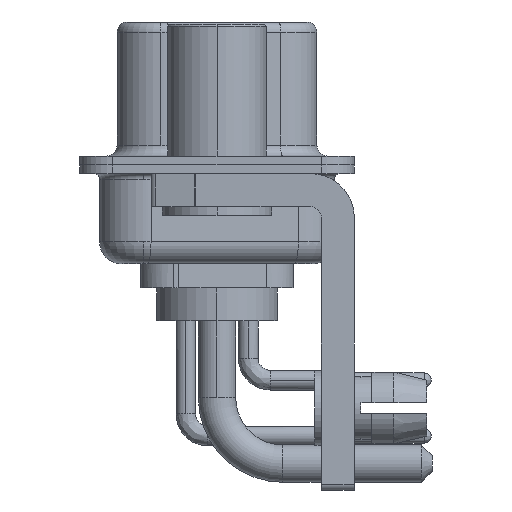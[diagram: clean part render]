
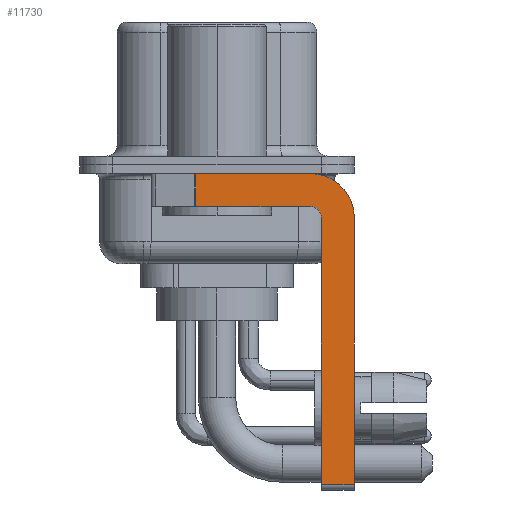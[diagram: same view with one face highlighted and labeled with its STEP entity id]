
A CAD part, left-side view. The second image highlights one B-rep face of the part: STEP entity #11730.
In plain terms, the highlighted planar face has unit normal (-1, 0, 0).
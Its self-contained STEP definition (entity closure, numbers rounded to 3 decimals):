
#263 = DIRECTION ( 'NONE',  ( 0., 1., 0. ) ) ;
#1280 = VERTEX_POINT ( 'NONE', #11744 ) ;
#1393 = DIRECTION ( 'NONE',  ( 1., 0., 0. ) ) ;
#1511 = CARTESIAN_POINT ( 'NONE',  ( -2.9, -4.75, -14.8 ) ) ;
#1624 = VERTEX_POINT ( 'NONE', #23260 ) ;
#2198 = ORIENTED_EDGE ( 'NONE', *, *, #22468, .F. ) ;
#2697 = ORIENTED_EDGE ( 'NONE', *, *, #14972, .F. ) ;
#2809 = VERTEX_POINT ( 'NONE', #22266 ) ;
#3292 = DIRECTION ( 'NONE',  ( -1., 0., 0. ) ) ;
#3548 = DIRECTION ( 'NONE',  ( 0., 0., 1. ) ) ;
#4125 = VERTEX_POINT ( 'NONE', #25345 ) ;
#4168 = PLANE ( 'NONE',  #23717 ) ;
#4547 = EDGE_CURVE ( 'NONE', #2809, #4125, #10845, .T. ) ;
#4819 = LINE ( 'NONE', #20020, #8934 ) ;
#4973 = DIRECTION ( 'NONE',  ( 0., 0., -1. ) ) ;
#4974 = CARTESIAN_POINT ( 'NONE',  ( -2.9, -4.25, -14.55 ) ) ;
#5053 = ORIENTED_EDGE ( 'NONE', *, *, #5474, .T. ) ;
#5468 = DIRECTION ( 'NONE',  ( 0., 0., -1. ) ) ;
#5474 = EDGE_CURVE ( 'NONE', #23185, #4125, #4819, .T. ) ;
#6182 = VECTOR ( 'NONE', #6478, 1000. ) ;
#6463 = EDGE_CURVE ( 'NONE', #15091, #1624, #21219, .T. ) ;
#6478 = DIRECTION ( 'NONE',  ( 0., -1., 0. ) ) ;
#6522 = VECTOR ( 'NONE', #263, 1000. ) ;
#8053 = LINE ( 'NONE', #16855, #26619 ) ;
#8204 = EDGE_LOOP ( 'NONE', ( #15607, #5053, #17351, #10963, #26388, #13765, #2697, #2198 ) ) ;
#8263 = CARTESIAN_POINT ( 'NONE',  ( -2.9, -4.25, -2.4 ) ) ;
#8396 = DIRECTION ( 'NONE',  ( 0., 0., -1. ) ) ;
#8570 = VECTOR ( 'NONE', #20464, 1000. ) ;
#8934 = VECTOR ( 'NONE', #4973, 1000. ) ;
#10252 = CARTESIAN_POINT ( 'NONE',  ( -2.9, -4.25, -2.4 ) ) ;
#10845 = LINE ( 'NONE', #26467, #6522 ) ;
#10963 = ORIENTED_EDGE ( 'NONE', *, *, #18845, .F. ) ;
#11730 = ADVANCED_FACE ( 'NONE', ( #28498 ), #4168, .F. ) ;
#11744 = CARTESIAN_POINT ( 'NONE',  ( -2.9, -4.25, -0.4 ) ) ;
#12002 = CARTESIAN_POINT ( 'NONE',  ( -2.9, -4.25, -2.4 ) ) ;
#12386 = EDGE_CURVE ( 'NONE', #23185, #1280, #26164, .T. ) ;
#13335 = CIRCLE ( 'NONE', #18415, 0.5 ) ;
#13765 = ORIENTED_EDGE ( 'NONE', *, *, #24090, .T. ) ;
#13979 = DIRECTION ( 'NONE',  ( 0., 0., -1. ) ) ;
#14137 = VERTEX_POINT ( 'NONE', #19668 ) ;
#14972 = EDGE_CURVE ( 'NONE', #26368, #14137, #8053, .T. ) ;
#15091 = VERTEX_POINT ( 'NONE', #24079 ) ;
#15607 = ORIENTED_EDGE ( 'NONE', *, *, #12386, .F. ) ;
#15735 = AXIS2_PLACEMENT_3D ( 'NONE', #10252, #1393, #5468 ) ;
#15791 = CARTESIAN_POINT ( 'NONE',  ( -2.9, 0.978, -0.4 ) ) ;
#16807 = CARTESIAN_POINT ( 'NONE',  ( -2.9, -6.25, -2.4 ) ) ;
#16855 = CARTESIAN_POINT ( 'NONE',  ( -2.9, -6.25, -2.4 ) ) ;
#17351 = ORIENTED_EDGE ( 'NONE', *, *, #4547, .F. ) ;
#18415 = AXIS2_PLACEMENT_3D ( 'NONE', #12002, #3292, #25308 ) ;
#18845 = EDGE_CURVE ( 'NONE', #1624, #2809, #13335, .T. ) ;
#19243 = DIRECTION ( 'NONE',  ( 1., 0., 0. ) ) ;
#19668 = CARTESIAN_POINT ( 'NONE',  ( -2.9, -6.25, -14.55 ) ) ;
#20020 = CARTESIAN_POINT ( 'NONE',  ( -2.9, 0.978, -1.9 ) ) ;
#20464 = DIRECTION ( 'NONE',  ( 0., -1., 0. ) ) ;
#21219 = LINE ( 'NONE', #1511, #27407 ) ;
#21521 = CARTESIAN_POINT ( 'NONE',  ( -2.9, 3., -0.4 ) ) ;
#22192 = LINE ( 'NONE', #4974, #8570 ) ;
#22266 = CARTESIAN_POINT ( 'NONE',  ( -2.9, -4.25, -1.9 ) ) ;
#22468 = EDGE_CURVE ( 'NONE', #1280, #26368, #24519, .T. ) ;
#23185 = VERTEX_POINT ( 'NONE', #15791 ) ;
#23260 = CARTESIAN_POINT ( 'NONE',  ( -2.9, -4.75, -2.4 ) ) ;
#23717 = AXIS2_PLACEMENT_3D ( 'NONE', #8263, #19243, #8396 ) ;
#24079 = CARTESIAN_POINT ( 'NONE',  ( -2.9, -4.75, -14.55 ) ) ;
#24090 = EDGE_CURVE ( 'NONE', #15091, #14137, #22192, .T. ) ;
#24519 = CIRCLE ( 'NONE', #15735, 2. ) ;
#25308 = DIRECTION ( 'NONE',  ( 0., 0., 1. ) ) ;
#25345 = CARTESIAN_POINT ( 'NONE',  ( -2.9, 0.978, -1.9 ) ) ;
#26164 = LINE ( 'NONE', #21521, #6182 ) ;
#26368 = VERTEX_POINT ( 'NONE', #16807 ) ;
#26388 = ORIENTED_EDGE ( 'NONE', *, *, #6463, .F. ) ;
#26467 = CARTESIAN_POINT ( 'NONE',  ( -2.9, -4.25, -1.9 ) ) ;
#26619 = VECTOR ( 'NONE', #13979, 1000. ) ;
#27407 = VECTOR ( 'NONE', #3548, 1000. ) ;
#28498 = FACE_OUTER_BOUND ( 'NONE', #8204, .T. ) ;
